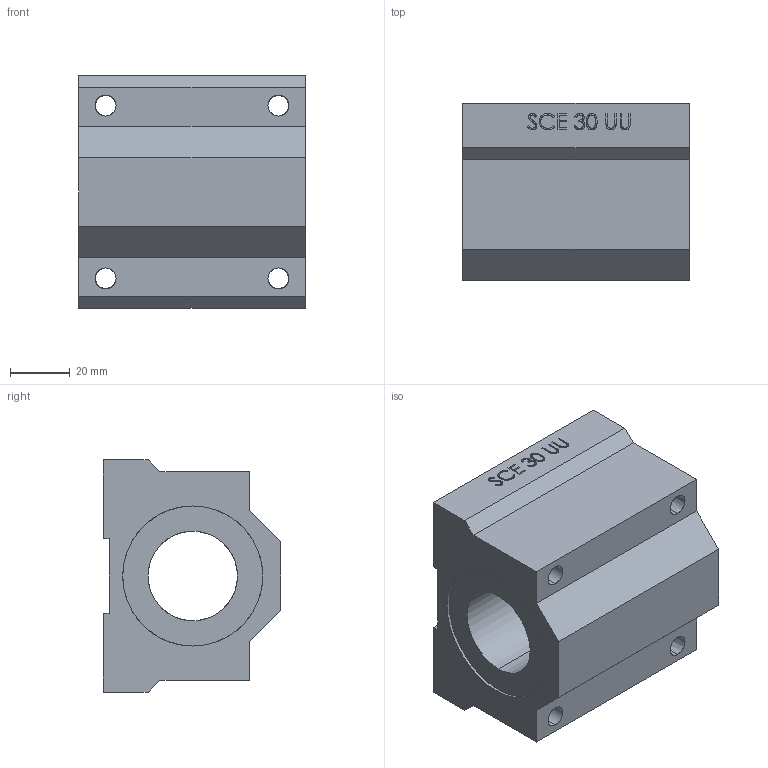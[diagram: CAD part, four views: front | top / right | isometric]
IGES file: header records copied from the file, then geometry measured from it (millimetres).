
Start section: SolidWorks IGES file using analytic representation for surfaces
Global section: file name: SCE 30 UU.IGS; native system: SolidWorks 2012; preprocessor: SolidWorks 2012; author: toshiba; date: 120408.204924; units: millimetre
Bounding box: 76 x 59.5 x 78 mm (x, y, z)
Surface area: 38735.2 mm2 (no closed solid volume)
Topology: 0 solids, 0 shells, 457 faces, 8130 edges, 8130 vertices
Faces by surface type: bspline 311, revolution 146
